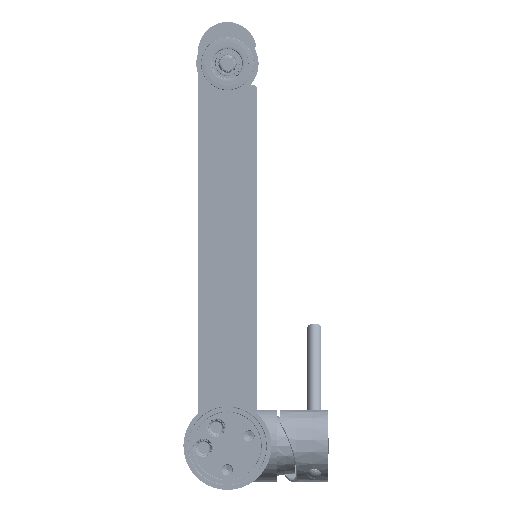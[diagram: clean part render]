
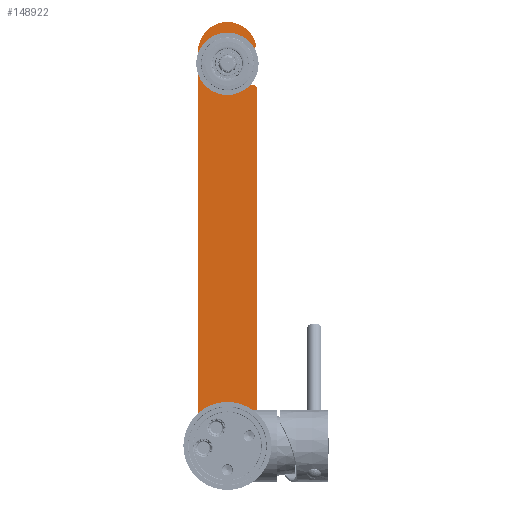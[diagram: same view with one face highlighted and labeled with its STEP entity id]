
A CAD part, front view. The second image highlights one B-rep face of the part: STEP entity #148922.
In plain terms, the highlighted planar face has unit normal (0, -1, 0).
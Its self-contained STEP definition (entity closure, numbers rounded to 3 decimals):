
#91077=DIRECTION('',(0.913,0.,-0.408));
#91078=VECTOR('',#91077,0.408);
#91079=CARTESIAN_POINT('',(7.454,299.7,216.667));
#91080=LINE('',#91079,#91078);
#91081=CARTESIAN_POINT('',(0.,299.7,210.));
#91082=DIRECTION('',(0.,-1.,0.));
#91083=DIRECTION('',(0.745,0.,0.667));
#91084=AXIS2_PLACEMENT_3D('',#91081,#91082,#91083);
#91086=DIRECTION('',(0.,0.,-1.));
#91087=VECTOR('',#91086,3.5);
#91088=CARTESIAN_POINT('',(-10.,299.7,210.));
#91089=LINE('',#91088,#91087);
#91090=CARTESIAN_POINT('',(0.,299.7,206.5));
#91091=DIRECTION('',(0.,-1.,0.));
#91092=DIRECTION('',(-1.,0.,0.));
#91093=AXIS2_PLACEMENT_3D('',#91090,#91091,#91092);
#91095=DIRECTION('',(1.,0.,0.));
#91096=VECTOR('',#91095,15.);
#91097=CARTESIAN_POINT('',(0.,299.7,196.5));
#91098=LINE('',#91097,#91096);
#91099=DIRECTION('',(-0.707,0.,0.707));
#91100=VECTOR('',#91099,1.414);
#91101=CARTESIAN_POINT('',(16.,299.7,195.5));
#91102=LINE('',#91101,#91100);
#91103=DIRECTION('',(0.,0.,-1.));
#91104=VECTOR('',#91103,195.5);
#91105=CARTESIAN_POINT('',(16.,299.7,195.5));
#91106=LINE('',#91105,#91104);
#91107=CARTESIAN_POINT('',(0.,299.7,0.));
#91108=DIRECTION('',(0.,1.,0.));
#91109=DIRECTION('',(1.,0.,0.));
#91110=AXIS2_PLACEMENT_3D('',#91107,#91108,#91109);
#91112=DIRECTION('',(0.,0.,1.));
#91113=VECTOR('',#91112,215.);
#91114=CARTESIAN_POINT('',(-16.,299.7,0.));
#91115=LINE('',#91114,#91113);
#91116=CARTESIAN_POINT('',(0.,299.7,215.));
#91117=DIRECTION('',(0.,1.,0.));
#91118=DIRECTION('',(-1.,0.,0.));
#91119=AXIS2_PLACEMENT_3D('',#91116,#91117,#91118);
#91121=DIRECTION('',(0.645,0.,0.764));
#91122=VECTOR('',#91121,1.528);
#91123=CARTESIAN_POINT('',(14.79,299.7,216.5));
#91124=LINE('',#91123,#91122);
#91125=DIRECTION('',(-1.,0.,0.));
#91126=VECTOR('',#91125,6.964);
#91127=CARTESIAN_POINT('',(14.79,299.7,216.5));
#91128=LINE('',#91127,#91126);
#91129=CARTESIAN_POINT('',(0.,299.7,0.));
#91130=DIRECTION('',(0.,-1.,0.));
#91131=DIRECTION('',(0.,0.,-1.));
#91132=AXIS2_PLACEMENT_3D('',#91129,#91130,#91131);
#91134=CARTESIAN_POINT('',(0.,299.7,0.));
#91135=DIRECTION('',(0.,-1.,0.));
#91136=DIRECTION('',(0.,0.,1.));
#91137=AXIS2_PLACEMENT_3D('',#91134,#91135,#91136);
#114641=CARTESIAN_POINT('',(-10.,299.7,210.));
#114642=CARTESIAN_POINT('',(-10.,299.7,206.5));
#114643=VERTEX_POINT('',#114641);
#114644=VERTEX_POINT('',#114642);
#114645=CARTESIAN_POINT('',(0.,299.7,196.5));
#114646=VERTEX_POINT('',#114645);
#114647=CARTESIAN_POINT('',(16.,299.7,0.));
#114648=CARTESIAN_POINT('',(-16.,299.7,0.));
#114649=VERTEX_POINT('',#114647);
#114650=VERTEX_POINT('',#114648);
#114651=CARTESIAN_POINT('',(-16.,299.7,215.));
#114652=VERTEX_POINT('',#114651);
#114659=CARTESIAN_POINT('',(14.79,299.7,216.5));
#114660=CARTESIAN_POINT('',(15.776,299.7,217.667));
#114661=VERTEX_POINT('',#114659);
#114662=VERTEX_POINT('',#114660);
#114667=CARTESIAN_POINT('',(16.,299.7,195.5));
#114668=CARTESIAN_POINT('',(15.,299.7,196.5));
#114669=VERTEX_POINT('',#114667);
#114670=VERTEX_POINT('',#114668);
#114675=CARTESIAN_POINT('',(7.454,299.7,216.667));
#114676=CARTESIAN_POINT('',(7.826,299.7,216.5));
#114677=VERTEX_POINT('',#114675);
#114678=VERTEX_POINT('',#114676);
#114691=CARTESIAN_POINT('',(0.,299.7,-13.25));
#114692=VERTEX_POINT('',#114691);
#114693=CARTESIAN_POINT('',(0.,299.7,13.25));
#114694=VERTEX_POINT('',#114693);
#148892=CARTESIAN_POINT('',(0.,299.7,107.5));
#148893=DIRECTION('',(0.,1.,0.));
#148894=DIRECTION('',(0.,0.,-1.));
#148895=AXIS2_PLACEMENT_3D('',#148892,#148893,#148894);
#148896=PLANE('',#148895);
#148897=ORIENTED_EDGE('',*,*,#141440,.F.);
#148898=ORIENTED_EDGE('',*,*,#141461,.T.);
#148899=ORIENTED_EDGE('',*,*,#141482,.T.);
#148900=ORIENTED_EDGE('',*,*,#141503,.T.);
#148901=ORIENTED_EDGE('',*,*,#141526,.T.);
#148903=ORIENTED_EDGE('',*,*,#148902,.F.);
#148905=ORIENTED_EDGE('',*,*,#148904,.T.);
#148907=ORIENTED_EDGE('',*,*,#148906,.T.);
#148909=ORIENTED_EDGE('',*,*,#148908,.T.);
#148911=ORIENTED_EDGE('',*,*,#148910,.T.);
#148912=ORIENTED_EDGE('',*,*,#148876,.F.);
#148913=ORIENTED_EDGE('',*,*,#141416,.T.);
#148914=EDGE_LOOP('',(#148897,#148898,#148899,#148900,#148901,#148903,#148905,
#148907,#148909,#148911,#148912,#148913));
#148915=FACE_OUTER_BOUND('',#148914,.F.);
#148917=ORIENTED_EDGE('',*,*,#148916,.T.);
#148919=ORIENTED_EDGE('',*,*,#148918,.T.);
#148920=EDGE_LOOP('',(#148917,#148919));
#148921=FACE_BOUND('',#148920,.F.);
#148922=ADVANCED_FACE('',(#148915,#148921),#148896,.F.);
#91085=CIRCLE('',#91084,10.);
#91094=CIRCLE('',#91093,10.);
#91111=CIRCLE('',#91110,16.);
#91120=CIRCLE('',#91119,16.);
#91133=CIRCLE('',#91132,13.25);
#91138=CIRCLE('',#91137,13.25);
#141416=EDGE_CURVE('',#114661,#114678,#91128,.T.);
#141440=EDGE_CURVE('',#114677,#114678,#91080,.T.);
#141461=EDGE_CURVE('',#114677,#114643,#91085,.T.);
#141482=EDGE_CURVE('',#114643,#114644,#91089,.T.);
#141503=EDGE_CURVE('',#114644,#114646,#91094,.T.);
#141526=EDGE_CURVE('',#114646,#114670,#91098,.T.);
#148876=EDGE_CURVE('',#114661,#114662,#91124,.T.);
#148902=EDGE_CURVE('',#114669,#114670,#91102,.T.);
#148904=EDGE_CURVE('',#114669,#114649,#91106,.T.);
#148906=EDGE_CURVE('',#114649,#114650,#91111,.T.);
#148908=EDGE_CURVE('',#114650,#114652,#91115,.T.);
#148910=EDGE_CURVE('',#114652,#114662,#91120,.T.);
#148916=EDGE_CURVE('',#114692,#114694,#91133,.T.);
#148918=EDGE_CURVE('',#114694,#114692,#91138,.T.);
